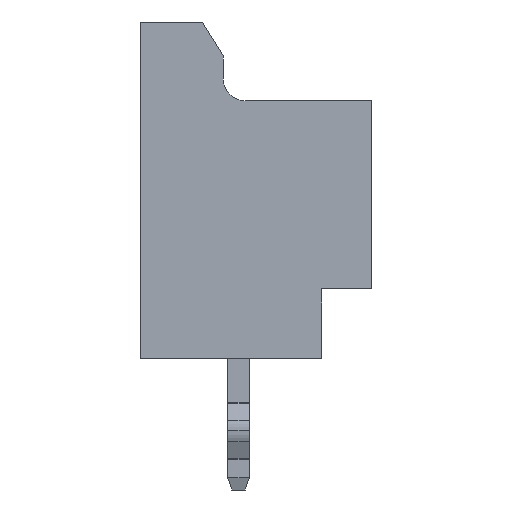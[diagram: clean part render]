
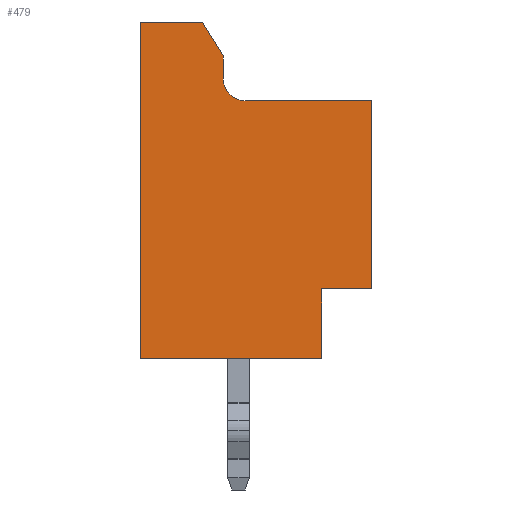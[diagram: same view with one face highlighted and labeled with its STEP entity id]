
A CAD part, left-side view. The second image highlights one B-rep face of the part: STEP entity #479.
In plain terms, the highlighted planar face has unit normal (-1, 0, 0).
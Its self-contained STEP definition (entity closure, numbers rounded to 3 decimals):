
#21 = EDGE_CURVE('',#22,#24,#26,.T.);
#22 = VERTEX_POINT('',#23);
#23 = CARTESIAN_POINT('',(-7.,-1.9,1.85));
#24 = VERTEX_POINT('',#25);
#25 = CARTESIAN_POINT('',(-7.,-1.9,0.25));
#26 = LINE('',#27,#28);
#27 = CARTESIAN_POINT('',(-7.,-1.9,0.25));
#28 = VECTOR('',#29,1.);
#29 = DIRECTION('',(0.,0.,-1.));
#154 = VERTEX_POINT('',#155);
#155 = CARTESIAN_POINT('',(-7.,-0.15,6.15));
#161 = EDGE_CURVE('',#154,#162,#164,.T.);
#162 = VERTEX_POINT('',#163);
#163 = CARTESIAN_POINT('',(-7.,-3.05,6.15));
#164 = LINE('',#165,#166);
#165 = CARTESIAN_POINT('',(-7.,2.25,6.15));
#166 = VECTOR('',#167,1.);
#167 = DIRECTION('',(0.,-1.,0.));
#302 = EDGE_CURVE('',#162,#303,#305,.T.);
#303 = VERTEX_POINT('',#304);
#304 = CARTESIAN_POINT('',(-7.,-3.05,1.85));
#305 = LINE('',#306,#307);
#306 = CARTESIAN_POINT('',(-7.,-3.05,6.15));
#307 = VECTOR('',#308,1.);
#308 = DIRECTION('',(0.,0.,-1.));
#407 = VERTEX_POINT('',#408);
#408 = CARTESIAN_POINT('',(-7.,2.25,7.95));
#462 = VERTEX_POINT('',#463);
#463 = CARTESIAN_POINT('',(-7.,2.25,0.25));
#469 = EDGE_CURVE('',#407,#462,#470,.T.);
#470 = LINE('',#471,#472);
#471 = CARTESIAN_POINT('',(-7.,2.25,6.15));
#472 = VECTOR('',#473,1.);
#473 = DIRECTION('',(0.,0.,-1.));
#479 = ADVANCED_FACE('',(#480),#529,.F.);
#480 = FACE_BOUND('',#481,.T.);
#481 = EDGE_LOOP('',(#482,#492,#500,#506,#507,#513,#514,#520,#521,#522)
  );
#482 = ORIENTED_EDGE('',*,*,#483,.F.);
#483 = EDGE_CURVE('',#484,#486,#488,.T.);
#484 = VERTEX_POINT('',#485);
#485 = CARTESIAN_POINT('',(-7.,0.35,7.175));
#486 = VERTEX_POINT('',#487);
#487 = CARTESIAN_POINT('',(-7.,0.35,6.65));
#488 = LINE('',#489,#490);
#489 = CARTESIAN_POINT('',(-7.,0.35,18.409));
#490 = VECTOR('',#491,1.);
#491 = DIRECTION('',(0.,0.,-1.));
#492 = ORIENTED_EDGE('',*,*,#493,.F.);
#493 = EDGE_CURVE('',#494,#484,#496,.T.);
#494 = VERTEX_POINT('',#495);
#495 = CARTESIAN_POINT('',(-7.,0.825,7.95));
#496 = LINE('',#497,#498);
#497 = CARTESIAN_POINT('',(-7.,0.35,7.175));
#498 = VECTOR('',#499,1.);
#499 = DIRECTION('',(0.,-0.522,-0.853));
#500 = ORIENTED_EDGE('',*,*,#501,.F.);
#501 = EDGE_CURVE('',#407,#494,#502,.T.);
#502 = LINE('',#503,#504);
#503 = CARTESIAN_POINT('',(-7.,2.25,7.95));
#504 = VECTOR('',#505,1.);
#505 = DIRECTION('',(0.,-1.,0.));
#506 = ORIENTED_EDGE('',*,*,#469,.T.);
#507 = ORIENTED_EDGE('',*,*,#508,.T.);
#508 = EDGE_CURVE('',#462,#24,#509,.T.);
#509 = LINE('',#510,#511);
#510 = CARTESIAN_POINT('',(-7.,2.25,0.25));
#511 = VECTOR('',#512,1.);
#512 = DIRECTION('',(0.,-1.,0.));
#513 = ORIENTED_EDGE('',*,*,#21,.F.);
#514 = ORIENTED_EDGE('',*,*,#515,.T.);
#515 = EDGE_CURVE('',#22,#303,#516,.T.);
#516 = LINE('',#517,#518);
#517 = CARTESIAN_POINT('',(-7.,-1.9,1.85));
#518 = VECTOR('',#519,1.);
#519 = DIRECTION('',(0.,-1.,0.));
#520 = ORIENTED_EDGE('',*,*,#302,.F.);
#521 = ORIENTED_EDGE('',*,*,#161,.F.);
#522 = ORIENTED_EDGE('',*,*,#523,.T.);
#523 = EDGE_CURVE('',#154,#486,#524,.T.);
#524 = CIRCLE('',#525,0.5);
#525 = AXIS2_PLACEMENT_3D('',#526,#527,#528);
#526 = CARTESIAN_POINT('',(-7.,-0.15,6.65));
#527 = DIRECTION('',(1.,-0.,0.));
#528 = DIRECTION('',(0.,1.,0.));
#529 = PLANE('',#530);
#530 = AXIS2_PLACEMENT_3D('',#531,#532,#533);
#531 = CARTESIAN_POINT('',(-7.,2.25,6.15));
#532 = DIRECTION('',(1.,0.,0.));
#533 = DIRECTION('',(0.,1.,0.));
